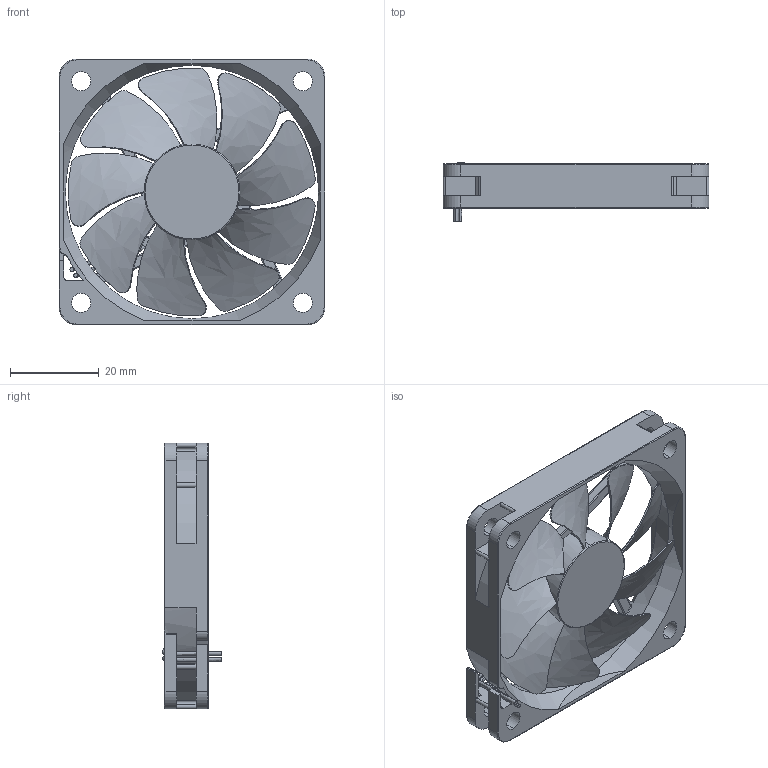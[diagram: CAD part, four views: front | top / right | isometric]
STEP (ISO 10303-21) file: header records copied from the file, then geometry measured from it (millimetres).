
FILE_DESCRIPTION (( 'STEP AP214' ), '1' );
FILE_NAME ('CUI_DEVICES_CFM-6010V-140-285.step', '2019-10-25T15:11:29', ( '' ), ( '' ), 'SwSTEP 2.0', 'SolidWorks 2019', '' );
FILE_SCHEMA (( 'AUTOMOTIVE_DESIGN' ));
Length unit declared in the file: inch
Products named in the file (1): CUI_DEVICES_CFM-6010V-140-285
Bounding box: 60 x 13.41 x 60 mm (x, y, z)
Volume: 10821.2 mm3; surface area: 14677.4 mm2
Topology: 1 solids, 1 shells, 412 faces, 1072 edges, 655 vertices
Faces by surface type: cylinder 151, bspline 103, plane 87, torus 51, sphere 13, cone 7
Entity records: 22625 total; most frequent: CARTESIAN_POINT 13006, ORIENTED_EDGE 2126, DIRECTION 1786, EDGE_CURVE 1063, AXIS2_PLACEMENT_3D 721, VERTEX_POINT 653, EDGE_LOOP 436, FACE_OUTER_BOUND 412
